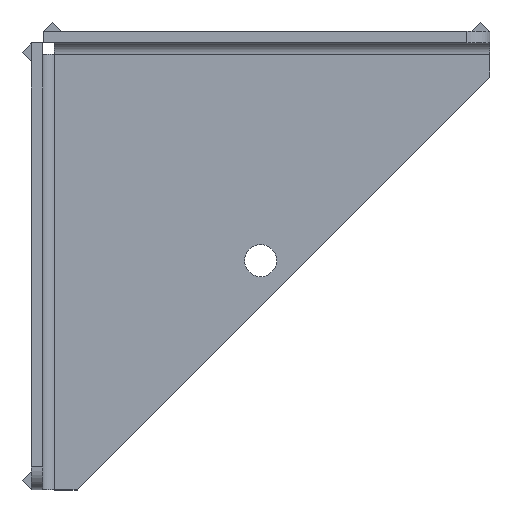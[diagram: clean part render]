
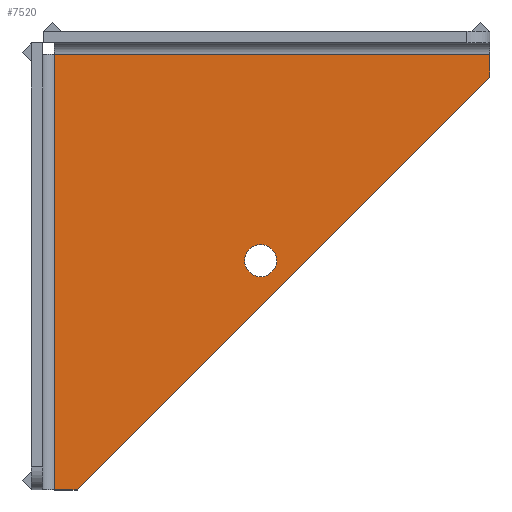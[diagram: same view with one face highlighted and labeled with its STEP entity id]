
A CAD part, top view. The second image highlights one B-rep face of the part: STEP entity #7520.
In plain terms, the highlighted planar face has unit normal (0, 0, 1).
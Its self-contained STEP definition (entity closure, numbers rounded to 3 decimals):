
#6900=CARTESIAN_POINT('',(27.5,45.,2.5));
#6910=DIRECTION('',(0.,0.,-1.));
#6920=DIRECTION('',(0.,1.,0.));
#6930=AXIS2_PLACEMENT_3D('',#6900,#6910,#6920);
#6940=PLANE('',#6930);
#6950=CARTESIAN_POINT('',(0.,0.,2.5));
#6960=DIRECTION('',(1.,0.,0.));
#6970=VECTOR('',#6960,1.);
#6980=LINE('',#6950,#6970);
#6990=CARTESIAN_POINT('',(5.06,0.,2.5));
#7000=VERTEX_POINT('',#6990);
#7010=CARTESIAN_POINT('',(10.,0.,2.5));
#7020=VERTEX_POINT('',#7010);
#7030=EDGE_CURVE('',#7000,#7020,#6980,.T.);
#7040=ORIENTED_EDGE('',*,*,#7030,.T.);
#7050=CARTESIAN_POINT('',(5.06,45.,2.5));
#7060=DIRECTION('',(0.,-1.,0.));
#7070=VECTOR('',#7060,1.);
#7080=LINE('',#7050,#7070);
#7090=CARTESIAN_POINT('',(5.06,94.94,2.5));
#7100=VERTEX_POINT('',#7090);
#7110=EDGE_CURVE('',#7100,#7000,#7080,.T.);
#7120=ORIENTED_EDGE('',*,*,#7110,.T.);
#7130=CARTESIAN_POINT('',(27.5,94.94,2.5));
#7140=DIRECTION('',(-1.,0.,0.));
#7150=VECTOR('',#7140,1.);
#7160=LINE('',#7130,#7150);
#7170=CARTESIAN_POINT('',(100.,94.94,2.5));
#7180=VERTEX_POINT('',#7170);
#7190=EDGE_CURVE('',#7180,#7100,#7160,.T.);
#7200=ORIENTED_EDGE('',*,*,#7190,.T.);
#7210=CARTESIAN_POINT('',(100.,90.,2.5));
#7220=DIRECTION('',(0.,1.,0.));
#7230=VECTOR('',#7220,1.);
#7240=LINE('',#7210,#7230);
#7250=CARTESIAN_POINT('',(100.,90.,2.5));
#7260=VERTEX_POINT('',#7250);
#7270=EDGE_CURVE('',#7260,#7180,#7240,.T.);
#7280=ORIENTED_EDGE('',*,*,#7270,.T.);
#7290=CARTESIAN_POINT('',(10.,0.,2.5));
#7300=DIRECTION('',(-0.707,-0.707,0.));
#7310=VECTOR('',#7300,1.);
#7320=LINE('',#7290,#7310);
#7330=EDGE_CURVE('',#7260,#7020,#7320,.T.);
#7340=ORIENTED_EDGE('',*,*,#7330,.F.);
#7350=EDGE_LOOP('',(#7340,#7280,#7200,#7120,#7040));
#7360=FACE_OUTER_BOUND('',#7350,.T.);
#7370=CARTESIAN_POINT('',(50.,50.,2.5));
#7380=DIRECTION('',(0.,0.,-1.));
#7390=DIRECTION('',(1.,0.,0.));
#7400=AXIS2_PLACEMENT_3D('',#7370,#7380,#7390);
#7410=CIRCLE('',#7400,3.5);
#7420=CARTESIAN_POINT('',(53.5,50.,2.5));
#7430=VERTEX_POINT('',#7420);
#7440=CARTESIAN_POINT('',(46.5,50.,2.5));
#7450=VERTEX_POINT('',#7440);
#7460=EDGE_CURVE('',#7430,#7450,#7410,.T.);
#7470=ORIENTED_EDGE('',*,*,#7460,.T.);
#7480=EDGE_CURVE('',#7450,#7430,#7410,.T.);
#7490=ORIENTED_EDGE('',*,*,#7480,.T.);
#7500=EDGE_LOOP('',(#7490,#7470));
#7510=FACE_BOUND('',#7500,.T.);
#7520=ADVANCED_FACE('',(#7360,#7510),#6940,.F.);
